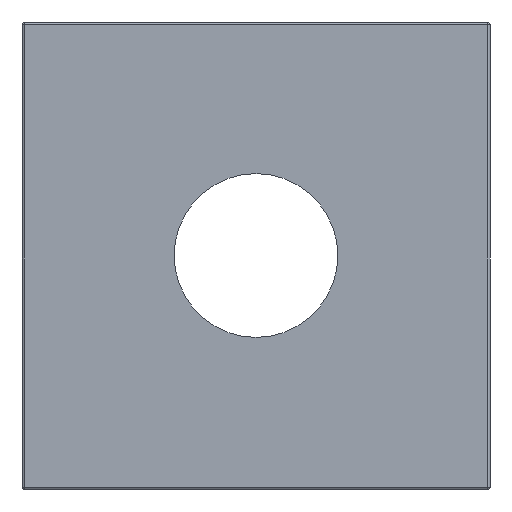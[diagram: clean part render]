
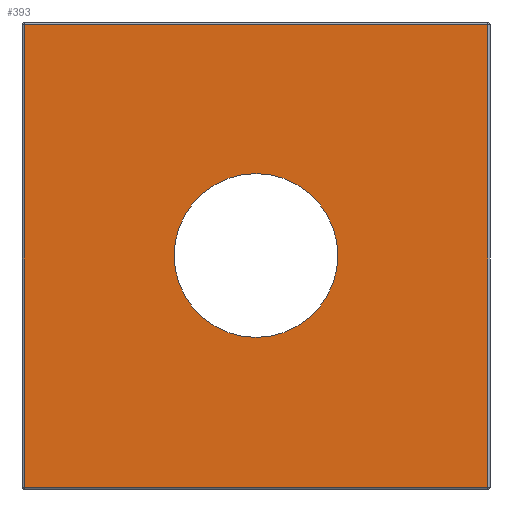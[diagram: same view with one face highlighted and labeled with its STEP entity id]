
A CAD part, left-side view. The second image highlights one B-rep face of the part: STEP entity #393.
In plain terms, the highlighted planar face has unit normal (-1, 0, 0).
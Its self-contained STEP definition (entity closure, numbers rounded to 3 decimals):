
#24=FACE_BOUND('',#141,.T.);
#30=PLANE('',#463);
#36=LINE('',#655,#58);
#42=LINE('',#685,#64);
#46=LINE('',#691,#68);
#48=LINE('',#694,#70);
#58=VECTOR('',#516,10.);
#64=VECTOR('',#552,10.);
#68=VECTOR('',#560,10.);
#70=VECTOR('',#564,10.);
#111=FACE_OUTER_BOUND('',#140,.T.);
#140=EDGE_LOOP('',(#324,#325,#326,#327));
#141=EDGE_LOOP('',(#328));
#174=CIRCLE('',#464,3.5);
#179=VERTEX_POINT('',#633);
#187=VERTEX_POINT('',#650);
#193=VERTEX_POINT('',#673);
#194=VERTEX_POINT('',#677);
#198=VERTEX_POINT('',#706);
#218=EDGE_CURVE('',#179,#187,#36,.T.);
#233=EDGE_CURVE('',#194,#193,#42,.T.);
#237=EDGE_CURVE('',#187,#194,#46,.T.);
#239=EDGE_CURVE('',#193,#179,#48,.T.);
#245=EDGE_CURVE('',#198,#198,#174,.T.);
#324=ORIENTED_EDGE('',*,*,#233,.F.);
#325=ORIENTED_EDGE('',*,*,#237,.F.);
#326=ORIENTED_EDGE('',*,*,#218,.F.);
#327=ORIENTED_EDGE('',*,*,#239,.F.);
#328=ORIENTED_EDGE('',*,*,#245,.T.);
#393=ADVANCED_FACE('',(#111,#24),#30,.T.);
#463=AXIS2_PLACEMENT_3D('',#705,#579,#580);
#464=AXIS2_PLACEMENT_3D('',#707,#581,#582);
#516=DIRECTION('',(0.,1.,0.));
#552=DIRECTION('',(0.,-1.,0.));
#560=DIRECTION('',(0.,0.,1.));
#564=DIRECTION('',(0.,0.,-1.));
#579=DIRECTION('center_axis',(-1.,0.,0.));
#580=DIRECTION('ref_axis',(0.,0.,1.));
#581=DIRECTION('center_axis',(1.,0.,0.));
#582=DIRECTION('ref_axis',(0.,1.,0.));
#633=CARTESIAN_POINT('',(0.,-9.9,0.1));
#650=CARTESIAN_POINT('',(0.,9.9,0.1));
#655=CARTESIAN_POINT('',(0.,0.,0.1));
#673=CARTESIAN_POINT('',(0.,-9.9,19.859));
#677=CARTESIAN_POINT('',(0.,9.9,19.859));
#685=CARTESIAN_POINT('',(0.,0.,19.859));
#691=CARTESIAN_POINT('',(0.,9.9,5.025));
#694=CARTESIAN_POINT('',(0.,-9.9,5.025));
#705=CARTESIAN_POINT('Origin',(0.,0.,0.));
#706=CARTESIAN_POINT('',(0.,-3.5,10.));
#707=CARTESIAN_POINT('Origin',(0.,0.,10.));
